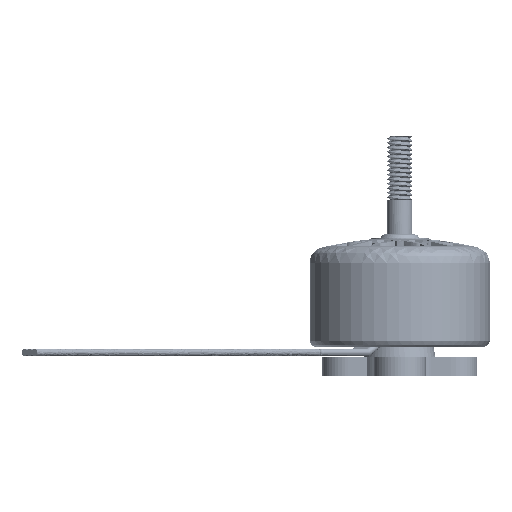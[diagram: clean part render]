
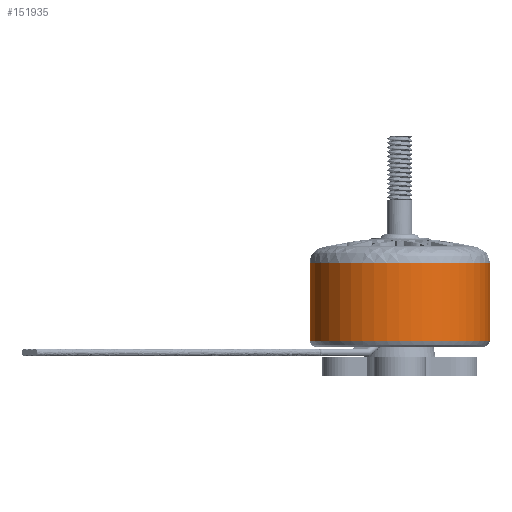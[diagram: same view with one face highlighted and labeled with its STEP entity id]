
A CAD part, front view. The second image highlights one B-rep face of the part: STEP entity #151935.
In plain terms, the highlighted free-form (B-spline) face has degree [2, 1] with [9, 2] control points.
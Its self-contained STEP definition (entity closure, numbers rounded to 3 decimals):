
#151888 = EDGE_CURVE('',#151889,#151889,#151891,.T.);
#151889 = VERTEX_POINT('',#151890);
#151890 = CARTESIAN_POINT('',(-14.179,0.,
    5.57));
#151891 = ( BOUNDED_CURVE() B_SPLINE_CURVE(2,(#151892,#151893,#151894,
    #151895,#151896,#151897,#151898),.UNSPECIFIED.,.T.,.F.) 
B_SPLINE_CURVE_WITH_KNOTS((3,2,2,3),(3.142,5.236,
7.33,9.425),.PIECEWISE_BEZIER_KNOTS.) CURVE() 
GEOMETRIC_REPRESENTATION_ITEM() RATIONAL_B_SPLINE_CURVE((1.,0.5,1.,0.5,
1.,0.5,1.)) REPRESENTATION_ITEM('') );
#151892 = CARTESIAN_POINT('',(-14.179,0.,
    5.57));
#151893 = CARTESIAN_POINT('',(-14.179,-24.559,
    5.57));
#151894 = CARTESIAN_POINT('',(7.089,-12.279,
    5.57));
#151895 = CARTESIAN_POINT('',(28.358,0.,
    5.57));
#151896 = CARTESIAN_POINT('',(7.089,12.279,
    5.57));
#151897 = CARTESIAN_POINT('',(-14.179,24.559,
    5.57));
#151898 = CARTESIAN_POINT('',(-14.179,0.,
    5.57));
#151935 = ADVANCED_FACE('',(#151936),#151957,.T.);
#151936 = FACE_BOUND('',#151937,.T.);
#151937 = EDGE_LOOP('',(#151938,#151950,#151955,#151956));
#151938 = ORIENTED_EDGE('',*,*,#151939,.F.);
#151939 = EDGE_CURVE('',#151940,#151940,#151942,.T.);
#151940 = VERTEX_POINT('',#151941);
#151941 = CARTESIAN_POINT('',(-14.179,0.,
    17.779));
#151942 = ( BOUNDED_CURVE() B_SPLINE_CURVE(2,(#151943,#151944,#151945,
    #151946,#151947,#151948,#151949),.UNSPECIFIED.,.T.,.F.) 
B_SPLINE_CURVE_WITH_KNOTS((3,2,2,3),(3.142,5.236,
7.33,9.425),.PIECEWISE_BEZIER_KNOTS.) CURVE() 
GEOMETRIC_REPRESENTATION_ITEM() RATIONAL_B_SPLINE_CURVE((1.,0.5,1.,0.5,
1.,0.5,1.)) REPRESENTATION_ITEM('') );
#151943 = CARTESIAN_POINT('',(-14.179,0.,
    17.779));
#151944 = CARTESIAN_POINT('',(-14.179,-24.559,
    17.779));
#151945 = CARTESIAN_POINT('',(7.089,-12.279,
    17.779));
#151946 = CARTESIAN_POINT('',(28.358,0.,
    17.779));
#151947 = CARTESIAN_POINT('',(7.089,12.279,
    17.779));
#151948 = CARTESIAN_POINT('',(-14.179,24.559,
    17.779));
#151949 = CARTESIAN_POINT('',(-14.179,0.,
    17.779));
#151950 = ORIENTED_EDGE('',*,*,#151951,.T.);
#151951 = EDGE_CURVE('',#151940,#151889,#151952,.T.);
#151952 = B_SPLINE_CURVE_WITH_KNOTS('',1,(#151953,#151954),
  .UNSPECIFIED.,.F.,.F.,(2,2),(-6.027,6.027),
  .PIECEWISE_BEZIER_KNOTS.);
#151953 = CARTESIAN_POINT('',(-14.179,0.,
    17.779));
#151954 = CARTESIAN_POINT('',(-14.179,0.,
    5.57));
#151955 = ORIENTED_EDGE('',*,*,#151888,.T.);
#151956 = ORIENTED_EDGE('',*,*,#151951,.F.);
#151957 = ( BOUNDED_SURFACE() B_SPLINE_SURFACE(2,1,(
    (#151958,#151959)
    ,(#151960,#151961)
    ,(#151962,#151963)
    ,(#151964,#151965)
    ,(#151966,#151967)
    ,(#151968,#151969)
    ,(#151970,#151971)
    ,(#151972,#151973)
    ,(#151974,#151975
)),.UNSPECIFIED.,.T.,.F.,.F.) B_SPLINE_SURFACE_WITH_KNOTS((3,2,2,2,3),(2
    ,2),(-3.142,-2.094,0.,2.094,3.142)
  ,(-6.027,6.027),.UNSPECIFIED.) 
GEOMETRIC_REPRESENTATION_ITEM() RATIONAL_B_SPLINE_SURFACE((
    (0.75,0.75)
    ,(0.75,0.75)
    ,(1.,1.)
    ,(0.5,0.5)
    ,(1.,1.)
    ,(0.5,0.5)
    ,(1.,1.)
    ,(0.75,0.75)
,(0.75,0.75))) REPRESENTATION_ITEM('') SURFACE() );
#151958 = CARTESIAN_POINT('',(-14.179,0.,
    5.57));
#151959 = CARTESIAN_POINT('',(-14.179,0.,
    17.779));
#151960 = CARTESIAN_POINT('',(-14.179,-8.186,
    5.57));
#151961 = CARTESIAN_POINT('',(-14.179,-8.186,
    17.779));
#151962 = CARTESIAN_POINT('',(-7.089,-12.279,
    5.57));
#151963 = CARTESIAN_POINT('',(-7.089,-12.279,
    17.779));
#151964 = CARTESIAN_POINT('',(14.179,-24.559,
    5.57));
#151965 = CARTESIAN_POINT('',(14.179,-24.559,
    17.779));
#151966 = CARTESIAN_POINT('',(14.179,0.,5.57));
#151967 = CARTESIAN_POINT('',(14.179,0.,17.779));
#151968 = CARTESIAN_POINT('',(14.179,24.559,
    5.57));
#151969 = CARTESIAN_POINT('',(14.179,24.559,
    17.779));
#151970 = CARTESIAN_POINT('',(-7.089,12.279,
    5.57));
#151971 = CARTESIAN_POINT('',(-7.089,12.279,
    17.779));
#151972 = CARTESIAN_POINT('',(-14.179,8.186,
    5.57));
#151973 = CARTESIAN_POINT('',(-14.179,8.186,
    17.779));
#151974 = CARTESIAN_POINT('',(-14.179,0.,
    5.57));
#151975 = CARTESIAN_POINT('',(-14.179,0.,
    17.779));
